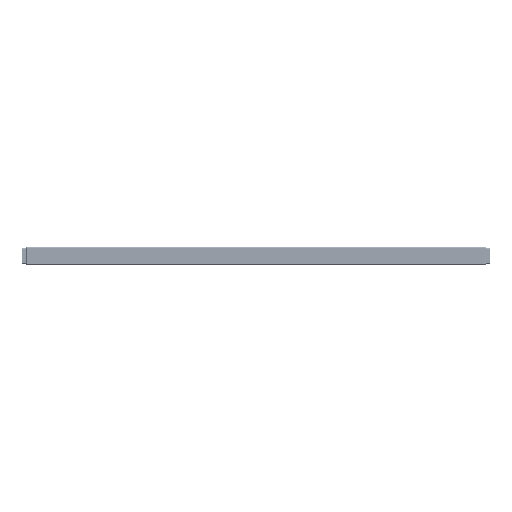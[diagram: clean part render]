
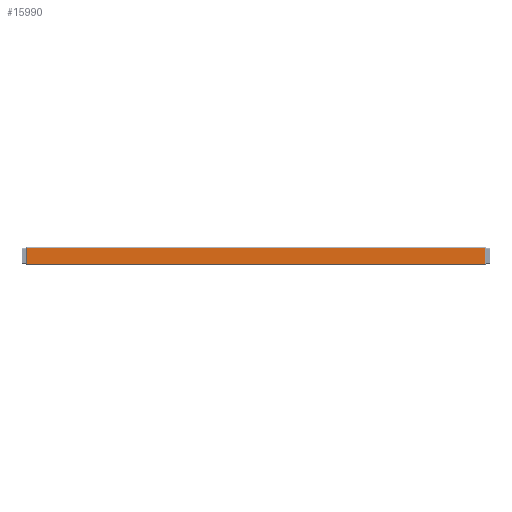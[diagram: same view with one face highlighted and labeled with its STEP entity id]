
A CAD part, front view. The second image highlights one B-rep face of the part: STEP entity #15990.
In plain terms, the highlighted planar face has unit normal (0, -1, 0).
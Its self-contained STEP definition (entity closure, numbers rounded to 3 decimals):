
#12239=FACE_OUTER_BOUND('',#32083,.T.);
#15990=ADVANCED_FACE('',(#12239),#20974,.T.);
#20974=PLANE('',#96011);
#32083=EDGE_LOOP('',(#39005,#39006,#39007,#39008));
#39005=ORIENTED_EDGE('',*,*,#72013,.T.);
#39006=ORIENTED_EDGE('',*,*,#72014,.T.);
#39007=ORIENTED_EDGE('',*,*,#72015,.T.);
#39008=ORIENTED_EDGE('',*,*,#72016,.T.);
#63541=VERTEX_POINT('',#132099);
#63542=VERTEX_POINT('',#132100);
#63543=VERTEX_POINT('',#132102);
#63544=VERTEX_POINT('',#132104);
#72013=EDGE_CURVE('',#63541,#63542,#84185,.T.);
#72014=EDGE_CURVE('',#63542,#63543,#84186,.T.);
#72015=EDGE_CURVE('',#63543,#63544,#84187,.T.);
#72016=EDGE_CURVE('',#63544,#63541,#84188,.T.);
#84185=LINE('',#132098,#90173);
#84186=LINE('',#132101,#90174);
#84187=LINE('',#132103,#90175);
#84188=LINE('',#132105,#90176);
#90173=VECTOR('',#105982,1.);
#90174=VECTOR('',#105983,1.);
#90175=VECTOR('',#105984,1.);
#90176=VECTOR('',#105985,1.);
#96011=AXIS2_PLACEMENT_3D('',#132106,#105986,#105987);
#105982=DIRECTION('',(0.,0.,1.));
#105983=DIRECTION('',(-1.,0.,0.));
#105984=DIRECTION('',(0.,0.,-1.));
#105985=DIRECTION('',(1.,0.,0.));
#105986=DIRECTION('',(0.,-1.,0.));
#105987=DIRECTION('',(0.,0.,-1.));
#132098=CARTESIAN_POINT('',(279.5,0.,11.));
#132099=CARTESIAN_POINT('',(279.5,0.,0.5));
#132100=CARTESIAN_POINT('',(279.5,0.,10.5));
#132101=CARTESIAN_POINT('',(140.,0.,10.5));
#132102=CARTESIAN_POINT('',(0.5,0.,10.5));
#132103=CARTESIAN_POINT('',(0.5,0.,11.));
#132104=CARTESIAN_POINT('',(0.5,0.,0.5));
#132105=CARTESIAN_POINT('',(140.,0.,0.5));
#132106=CARTESIAN_POINT('',(140.,0.,11.));
